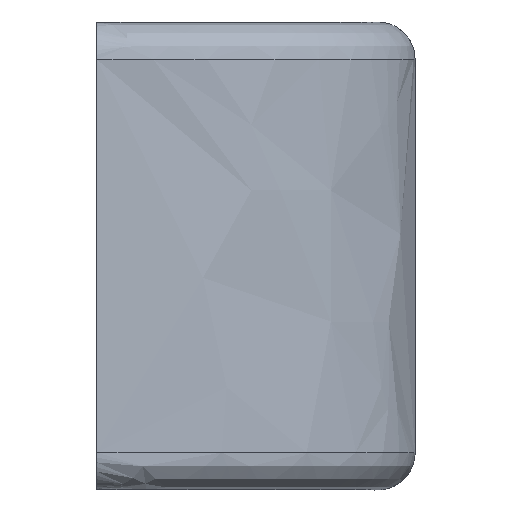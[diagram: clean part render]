
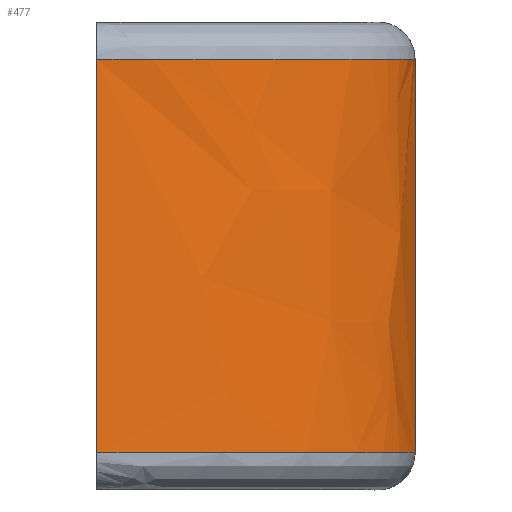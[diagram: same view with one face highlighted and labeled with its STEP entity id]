
A CAD part, front view. The second image highlights one B-rep face of the part: STEP entity #477.
In plain terms, the highlighted free-form (B-spline) face has degree [2, 3] with [3, 4] control points.
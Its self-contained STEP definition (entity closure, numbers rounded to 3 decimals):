
#23 = ORIENTED_EDGE ( 'NONE', *, *, #291, .T. ) ;
#32 = CARTESIAN_POINT ( 'NONE',  ( 33., -52.858, 23. ) ) ;
#38 = CARTESIAN_POINT ( 'NONE',  ( 33., -55., 26.25 ) ) ;
#43 = CARTESIAN_POINT ( 'NONE',  ( 33., -55., 7.917 ) ) ;
#44 = CARTESIAN_POINT ( 'NONE',  ( 16., -57.643, 2. ) ) ;
#133 = EDGE_CURVE ( 'NONE', #924, #889, #815, .T. ) ;
#142 = CARTESIAN_POINT ( 'NONE',  ( 10.549, -58.871, 17.083 ) ) ;
#213 = CARTESIAN_POINT ( 'NONE',  ( 33., -44.089, 16. ) ) ;
#234 = CARTESIAN_POINT ( 'NONE',  ( 33., -44.089, 17.083 ) ) ;
#237 = CARTESIAN_POINT ( 'NONE',  ( 16., -57.643, 12.5 ) ) ;
#247 = CARTESIAN_POINT ( 'NONE',  ( 33., -55., -1.25 ) ) ;
#276 = VERTEX_POINT ( 'NONE', #1243 ) ;
#291 = EDGE_CURVE ( 'NONE', #924, #488, #725, .T. ) ;
#324 =( BOUNDED_CURVE ( )  B_SPLINE_CURVE ( 2, ( #44, #438, #457 ),
 .UNSPECIFIED., .F., .F. ) 
 B_SPLINE_CURVE_WITH_KNOTS ( ( 3, 3 ),
 ( 0.006, 0.029 ),
 .UNSPECIFIED. ) 
 CURVE ( )  GEOMETRIC_REPRESENTATION_ITEM ( )  RATIONAL_B_SPLINE_CURVE ( ( 0.938, 0.802, 1. ) ) 
 REPRESENTATION_ITEM ( '' )  );
#346 = EDGE_CURVE ( 'NONE', #276, #889, #324, .T. ) ;
#381 = ORIENTED_EDGE ( 'NONE', *, *, #133, .F. ) ;
#404 =( BOUNDED_SURFACE ( )  B_SPLINE_SURFACE ( 2, 3, ( 
 ( #408, #234, #443, #1052 ),
 ( #38, #1153, #43, #247 ),
 ( #755, #142, #740, #1039 ) ),
 .UNSPECIFIED., .F., .F., .T. ) 
 B_SPLINE_SURFACE_WITH_KNOTS ( ( 3, 3 ),
 ( 4, 4 ),
 ( 0., 1. ),
 ( -0.001, 0.026 ),
 .UNSPECIFIED. ) 
 GEOMETRIC_REPRESENTATION_ITEM ( )  RATIONAL_B_SPLINE_SURFACE ( (
 ( 1., 1., 1., 1.),
 ( 0.765, 0.765, 0.765, 0.765),
 ( 1., 1., 1., 1.) ) ) 
 REPRESENTATION_ITEM ( '' )  SURFACE ( )  );
#408 = CARTESIAN_POINT ( 'NONE',  ( 33., -44.089, 26.25 ) ) ;
#429 = VECTOR ( 'NONE', #1244, 1000. ) ;
#438 = CARTESIAN_POINT ( 'NONE',  ( 33., -52.858, 2. ) ) ;
#443 = CARTESIAN_POINT ( 'NONE',  ( 33., -44.089, 7.917 ) ) ;
#457 = CARTESIAN_POINT ( 'NONE',  ( 33., -44.089, 2. ) ) ;
#477 = ADVANCED_FACE ( 'NONE', ( #614 ), #404, .T. ) ;
#480 = CARTESIAN_POINT ( 'NONE',  ( 33., -44.089, 23. ) ) ;
#488 = VERTEX_POINT ( 'NONE', #652 ) ;
#614 = FACE_OUTER_BOUND ( 'NONE', #682, .T. ) ;
#652 = CARTESIAN_POINT ( 'NONE',  ( 16., -57.643, 23. ) ) ;
#660 = CARTESIAN_POINT ( 'NONE',  ( 33., -44.089, 23. ) ) ;
#676 = ORIENTED_EDGE ( 'NONE', *, *, #1013, .T. ) ;
#682 = EDGE_LOOP ( 'NONE', ( #23, #676, #1104, #381 ) ) ;
#701 = CARTESIAN_POINT ( 'NONE',  ( 33., -44.089, 9. ) ) ;
#725 =( BOUNDED_CURVE ( )  B_SPLINE_CURVE ( 2, ( #660, #32, #1154 ),
 .UNSPECIFIED., .F., .F. ) 
 B_SPLINE_CURVE_WITH_KNOTS ( ( 3, 3 ),
 ( 0., 0.023 ),
 .UNSPECIFIED. ) 
 CURVE ( )  GEOMETRIC_REPRESENTATION_ITEM ( )  RATIONAL_B_SPLINE_CURVE ( ( 1., 0.802, 0.938 ) ) 
 REPRESENTATION_ITEM ( '' )  );
#740 = CARTESIAN_POINT ( 'NONE',  ( 10.549, -58.871, 7.917 ) ) ;
#755 = CARTESIAN_POINT ( 'NONE',  ( 10.549, -58.871, 26.25 ) ) ;
#815 = B_SPLINE_CURVE_WITH_KNOTS ( 'NONE', 3,
 ( #1118, #213, #701, #916 ),
 .UNSPECIFIED., .F., .F.,
 ( 4, 4 ),
 ( 0.08, 0.92 ),
 .UNSPECIFIED. ) ;
#849 = LINE ( 'NONE', #237, #429 ) ;
#889 = VERTEX_POINT ( 'NONE', #982 ) ;
#916 = CARTESIAN_POINT ( 'NONE',  ( 33., -44.089, 2. ) ) ;
#924 = VERTEX_POINT ( 'NONE', #480 ) ;
#982 = CARTESIAN_POINT ( 'NONE',  ( 33., -44.089, 2. ) ) ;
#1013 = EDGE_CURVE ( 'NONE', #488, #276, #849, .T. ) ;
#1039 = CARTESIAN_POINT ( 'NONE',  ( 10.549, -58.871, -1.25 ) ) ;
#1052 = CARTESIAN_POINT ( 'NONE',  ( 33., -44.089, -1.25 ) ) ;
#1104 = ORIENTED_EDGE ( 'NONE', *, *, #346, .T. ) ;
#1118 = CARTESIAN_POINT ( 'NONE',  ( 33., -44.089, 23. ) ) ;
#1153 = CARTESIAN_POINT ( 'NONE',  ( 33., -55., 17.083 ) ) ;
#1154 = CARTESIAN_POINT ( 'NONE',  ( 16., -57.643, 23. ) ) ;
#1243 = CARTESIAN_POINT ( 'NONE',  ( 16., -57.643, 2. ) ) ;
#1244 = DIRECTION ( 'NONE',  ( 0., 0., -1. ) ) ;
